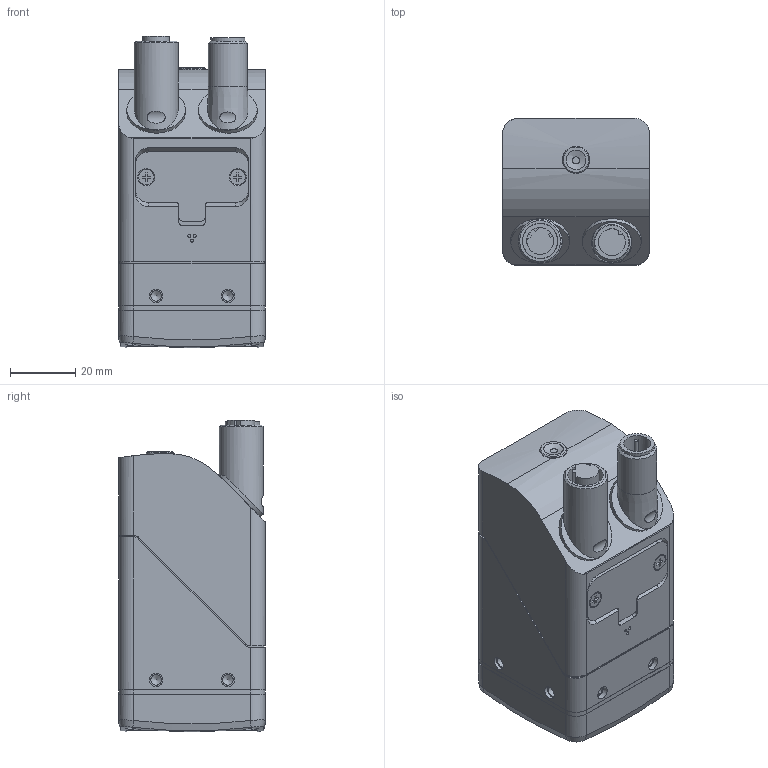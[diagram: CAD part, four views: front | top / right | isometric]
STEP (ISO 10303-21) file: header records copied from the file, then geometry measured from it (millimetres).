
FILE_DESCRIPTION (( 'STEP AP214' ), '1' );
FILE_NAME ('O2D5xx.STEP', '2024-01-10T10:49:24', ( '' ), ( '' ), 'SwSTEP 2.0', 'SolidWorks 2023', '' );
FILE_SCHEMA (( 'AUTOMOTIVE_DESIGN' ));
Length unit declared in the file: inch
Products named in the file (1): O2D5xx
Bounding box: 45 x 45 x 95.62 mm (x, y, z)
Volume: 163902.6 mm3; surface area: 22765.9 mm2
Topology: 1 solids, 1 shells, 302 faces, 721 edges, 474 vertices
Faces by surface type: plane 159, cylinder 101, cone 36, bspline 6
Full cylindrical faces by diameter (mm): 0.9 x3, 2.5 x4, 2.93 x4, 3.1 x4, 3.242 x8, 4.1 x8, 4.28 x4, 4.4 x4, 4.7 x2, 8.2 x1, 8.3 x1, 8.35 x1, 9.5 x1, 10.5 x1, 10.7 x1, 10.917 x1, 12 x1, 13.5 x1, 17.989 x2
Entity records: 8935 total; most frequent: CARTESIAN_POINT 2386, DIRECTION 1352, ORIENTED_EDGE 1218, EDGE_CURVE 609, AXIS2_PLACEMENT_3D 512, VERTEX_POINT 440, EDGE_LOOP 433, FACE_OUTER_BOUND 354
